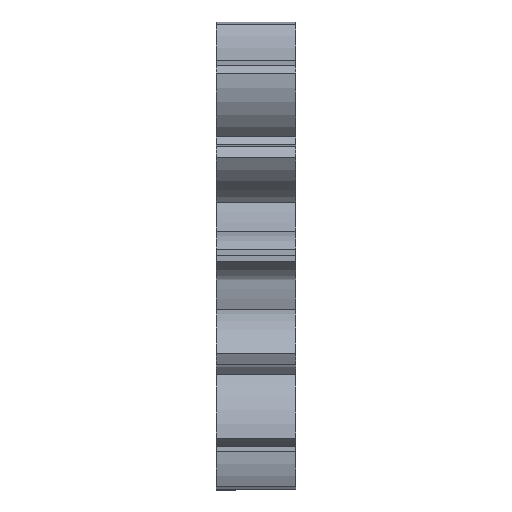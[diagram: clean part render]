
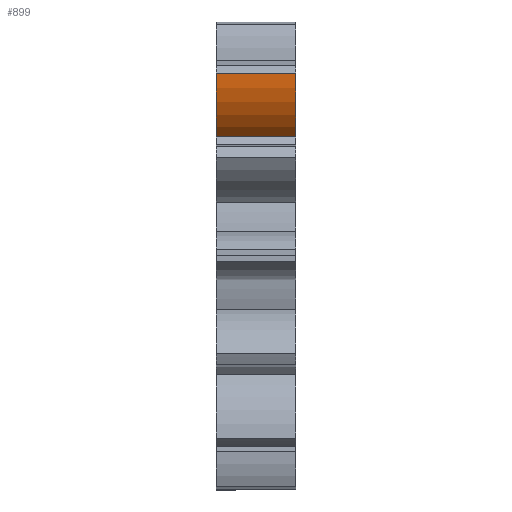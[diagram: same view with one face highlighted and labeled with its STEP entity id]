
A CAD part, top view. The second image highlights one B-rep face of the part: STEP entity #899.
In plain terms, the highlighted cylindrical face has radius 6.3 mm (diameter 12.6 mm), a partial arc.
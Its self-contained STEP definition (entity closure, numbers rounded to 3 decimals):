
#4 = EDGE_CURVE ( 'NONE', #483, #1343, #1737, .T. ) ;
#103 = DIRECTION ( 'NONE',  ( -1., 0., 0. ) ) ;
#122 = AXIS2_PLACEMENT_3D ( 'NONE', #978, #1678, #330 ) ;
#155 = VERTEX_POINT ( 'NONE', #572 ) ;
#178 = CARTESIAN_POINT ( 'NONE',  ( 6., 8.972, 9.32 ) ) ;
#228 = CIRCLE ( 'NONE', #122, 6.3 ) ;
#284 = ORIENTED_EDGE ( 'NONE', *, *, #1046, .T. ) ;
#330 = DIRECTION ( 'NONE',  ( 0., 0.782, -0.623 ) ) ;
#352 = DIRECTION ( 'NONE',  ( 0., 0.782, -0.623 ) ) ;
#359 = EDGE_CURVE ( 'NONE', #1343, #1756, #480, .T. ) ;
#467 = CARTESIAN_POINT ( 'NONE',  ( 0., 8.972, 9.32 ) ) ;
#480 = CIRCLE ( 'NONE', #1898, 6.3 ) ;
#483 = VERTEX_POINT ( 'NONE', #718 ) ;
#572 = CARTESIAN_POINT ( 'NONE',  ( 6., 13.767, 11.596 ) ) ;
#611 = FACE_OUTER_BOUND ( 'NONE', #1913, .T. ) ;
#689 = ORIENTED_EDGE ( 'NONE', *, *, #2231, .T. ) ;
#710 = DIRECTION ( 'NONE',  ( -1., 0., 0. ) ) ;
#718 = CARTESIAN_POINT ( 'NONE',  ( 6., 8.972, 9.32 ) ) ;
#834 = ORIENTED_EDGE ( 'NONE', *, *, #4, .F. ) ;
#897 = LINE ( 'NONE', #2041, #950 ) ;
#899 = ADVANCED_FACE ( 'NONE', ( #611 ), #2029, .T. ) ;
#950 = VECTOR ( 'NONE', #1764, 1000. ) ;
#978 = CARTESIAN_POINT ( 'NONE',  ( 6., 13.82, 5.297 ) ) ;
#1046 = EDGE_CURVE ( 'NONE', #155, #1756, #897, .T. ) ;
#1218 = DIRECTION ( 'NONE',  ( -1., 0., 0. ) ) ;
#1305 = CARTESIAN_POINT ( 'NONE',  ( 0., 13.767, 11.596 ) ) ;
#1309 = DIRECTION ( 'NONE',  ( 0., 0., 1. ) ) ;
#1343 = VERTEX_POINT ( 'NONE', #467 ) ;
#1503 = CARTESIAN_POINT ( 'NONE',  ( 6., 13.82, 5.297 ) ) ;
#1606 = AXIS2_PLACEMENT_3D ( 'NONE', #1503, #103, #1309 ) ;
#1678 = DIRECTION ( 'NONE',  ( -1., 0., 0. ) ) ;
#1716 = VECTOR ( 'NONE', #1218, 1000. ) ;
#1737 = LINE ( 'NONE', #178, #1716 ) ;
#1756 = VERTEX_POINT ( 'NONE', #1305 ) ;
#1764 = DIRECTION ( 'NONE',  ( -1., 0., 0. ) ) ;
#1898 = AXIS2_PLACEMENT_3D ( 'NONE', #2242, #710, #352 ) ;
#1899 = ORIENTED_EDGE ( 'NONE', *, *, #359, .F. ) ;
#1913 = EDGE_LOOP ( 'NONE', ( #284, #1899, #834, #689 ) ) ;
#2029 = CYLINDRICAL_SURFACE ( 'NONE', #1606, 6.3 ) ;
#2041 = CARTESIAN_POINT ( 'NONE',  ( 3., 13.767, 11.596 ) ) ;
#2231 = EDGE_CURVE ( 'NONE', #483, #155, #228, .T. ) ;
#2242 = CARTESIAN_POINT ( 'NONE',  ( 0., 13.82, 5.297 ) ) ;
